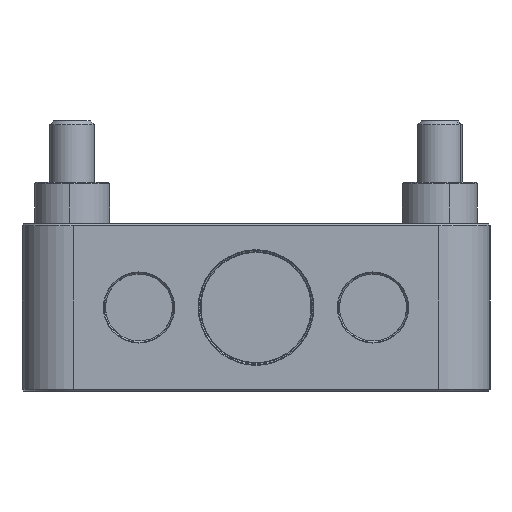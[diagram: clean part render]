
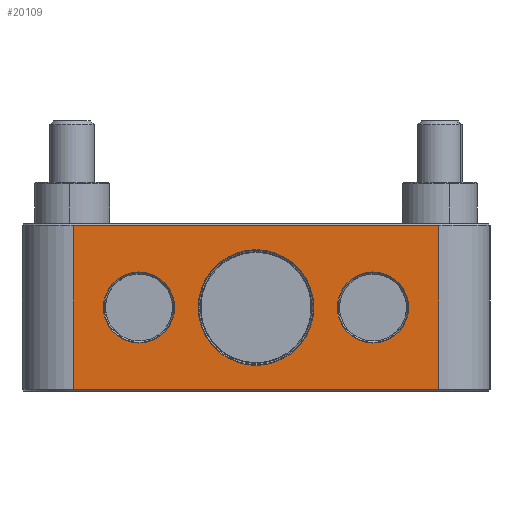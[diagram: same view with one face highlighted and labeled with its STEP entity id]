
A CAD part, front view. The second image highlights one B-rep face of the part: STEP entity #20109.
In plain terms, the highlighted planar face has unit normal (0, -1, 0).
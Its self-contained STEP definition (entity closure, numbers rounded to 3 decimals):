
#592 = ORIENTED_EDGE ( 'NONE', *, *, #1042, .T. ) ;
#1042 = EDGE_CURVE ( 'NONE', #16197, #17355, #8756, .T. ) ;
#1311 = FACE_BOUND ( 'NONE', #19258, .T. ) ;
#1344 = CARTESIAN_POINT ( 'NONE',  ( 0., -25., 0. ) ) ;
#1641 = CARTESIAN_POINT ( 'NONE',  ( -21., -25., -6.38 ) ) ;
#1800 = ORIENTED_EDGE ( 'NONE', *, *, #12288, .T. ) ;
#1808 = CARTESIAN_POINT ( 'NONE',  ( 0., -25., 0. ) ) ;
#1952 = CIRCLE ( 'NONE', #5132, 6.38 ) ;
#2061 = CARTESIAN_POINT ( 'NONE',  ( 32.8, -25., -14.7 ) ) ;
#2753 = CARTESIAN_POINT ( 'NONE',  ( -21., -25., 6.38 ) ) ;
#3080 = DIRECTION ( 'NONE',  ( 0., 0., -1. ) ) ;
#3371 = DIRECTION ( 'NONE',  ( 0., 1., 0. ) ) ;
#3411 = ORIENTED_EDGE ( 'NONE', *, *, #11296, .T. ) ;
#3698 = ORIENTED_EDGE ( 'NONE', *, *, #20657, .T. ) ;
#3975 = VECTOR ( 'NONE', #17258, 1000. ) ;
#4089 = VERTEX_POINT ( 'NONE', #1641 ) ;
#4896 = CARTESIAN_POINT ( 'NONE',  ( 0., -25., -10.38 ) ) ;
#5132 = AXIS2_PLACEMENT_3D ( 'NONE', #15864, #13849, #19637 ) ;
#5583 = PLANE ( 'NONE',  #15199 ) ;
#6226 = AXIS2_PLACEMENT_3D ( 'NONE', #10695, #12951, #11432 ) ;
#6500 = CARTESIAN_POINT ( 'NONE',  ( 21., -25., 6.38 ) ) ;
#6855 = EDGE_CURVE ( 'NONE', #8894, #4089, #24595, .T. ) ;
#7181 = DIRECTION ( 'NONE',  ( 0., 0., 1. ) ) ;
#7346 = DIRECTION ( 'NONE',  ( 0., 1., 0. ) ) ;
#7372 = EDGE_LOOP ( 'NONE', ( #592, #21114 ) ) ;
#7450 = FACE_BOUND ( 'NONE', #7372, .T. ) ;
#8012 = CIRCLE ( 'NONE', #11231, 6.38 ) ;
#8225 = EDGE_CURVE ( 'NONE', #22243, #19098, #16033, .T. ) ;
#8420 = EDGE_CURVE ( 'NONE', #19098, #23678, #15373, .T. ) ;
#8756 = CIRCLE ( 'NONE', #12383, 6.38 ) ;
#8813 = CARTESIAN_POINT ( 'NONE',  ( -21., -25., 0. ) ) ;
#8894 = VERTEX_POINT ( 'NONE', #2753 ) ;
#8929 = DIRECTION ( 'NONE',  ( 0., 1., 0. ) ) ;
#9397 = CIRCLE ( 'NONE', #12623, 10.38 ) ;
#9465 = DIRECTION ( 'NONE',  ( 0., 1., 0. ) ) ;
#10057 = CARTESIAN_POINT ( 'NONE',  ( 32.8, -25., 15. ) ) ;
#10254 = VECTOR ( 'NONE', #3080, 1000. ) ;
#10262 = VERTEX_POINT ( 'NONE', #11247 ) ;
#10695 = CARTESIAN_POINT ( 'NONE',  ( 0., -25., 0. ) ) ;
#10823 = ORIENTED_EDGE ( 'NONE', *, *, #8225, .T. ) ;
#11231 = AXIS2_PLACEMENT_3D ( 'NONE', #8813, #8929, #7181 ) ;
#11247 = CARTESIAN_POINT ( 'NONE',  ( 0., -25., 10.38 ) ) ;
#11296 = EDGE_CURVE ( 'NONE', #18792, #22243, #15952, .T. ) ;
#11432 = DIRECTION ( 'NONE',  ( 0., 0., 1. ) ) ;
#12263 = VERTEX_POINT ( 'NONE', #4896 ) ;
#12288 = EDGE_CURVE ( 'NONE', #10262, #12263, #13853, .T. ) ;
#12383 = AXIS2_PLACEMENT_3D ( 'NONE', #17825, #16677, #18318 ) ;
#12623 = AXIS2_PLACEMENT_3D ( 'NONE', #1344, #3371, #16934 ) ;
#12951 = DIRECTION ( 'NONE',  ( 0., 1., 0. ) ) ;
#13256 = FACE_BOUND ( 'NONE', #16648, .T. ) ;
#13849 = DIRECTION ( 'NONE',  ( 0., 1., 0. ) ) ;
#13853 = CIRCLE ( 'NONE', #6226, 10.38 ) ;
#13982 = EDGE_LOOP ( 'NONE', ( #10823, #17296, #3698, #3411 ) ) ;
#14272 = ORIENTED_EDGE ( 'NONE', *, *, #6855, .T. ) ;
#14590 = CARTESIAN_POINT ( 'NONE',  ( 21., -25., -6.38 ) ) ;
#15017 = EDGE_CURVE ( 'NONE', #4089, #8894, #8012, .T. ) ;
#15082 = ORIENTED_EDGE ( 'NONE', *, *, #21369, .T. ) ;
#15129 = FACE_OUTER_BOUND ( 'NONE', #13982, .T. ) ;
#15199 = AXIS2_PLACEMENT_3D ( 'NONE', #1808, #9465, #24802 ) ;
#15373 = LINE ( 'NONE', #2061, #19095 ) ;
#15864 = CARTESIAN_POINT ( 'NONE',  ( 21., -25., 0. ) ) ;
#15952 = LINE ( 'NONE', #23469, #21560 ) ;
#16033 = LINE ( 'NONE', #16267, #10254 ) ;
#16197 = VERTEX_POINT ( 'NONE', #14590 ) ;
#16267 = CARTESIAN_POINT ( 'NONE',  ( -32.8, -25., -15. ) ) ;
#16648 = EDGE_LOOP ( 'NONE', ( #22496, #14272 ) ) ;
#16677 = DIRECTION ( 'NONE',  ( 0., 1., 0. ) ) ;
#16845 = CARTESIAN_POINT ( 'NONE',  ( -32.8, -25., 14.7 ) ) ;
#16934 = DIRECTION ( 'NONE',  ( 0., 0., 1. ) ) ;
#17258 = DIRECTION ( 'NONE',  ( 0., 0., 1. ) ) ;
#17296 = ORIENTED_EDGE ( 'NONE', *, *, #8420, .T. ) ;
#17355 = VERTEX_POINT ( 'NONE', #6500 ) ;
#17393 = AXIS2_PLACEMENT_3D ( 'NONE', #19031, #7346, #21186 ) ;
#17825 = CARTESIAN_POINT ( 'NONE',  ( 21., -25., 0. ) ) ;
#18318 = DIRECTION ( 'NONE',  ( 0., 0., 1. ) ) ;
#18321 = CARTESIAN_POINT ( 'NONE',  ( 32.8, -25., 14.7 ) ) ;
#18792 = VERTEX_POINT ( 'NONE', #18321 ) ;
#18963 = CARTESIAN_POINT ( 'NONE',  ( 32.8, -25., -14.7 ) ) ;
#19031 = CARTESIAN_POINT ( 'NONE',  ( -21., -25., 0. ) ) ;
#19095 = VECTOR ( 'NONE', #21154, 1000. ) ;
#19098 = VERTEX_POINT ( 'NONE', #23817 ) ;
#19258 = EDGE_LOOP ( 'NONE', ( #15082, #1800 ) ) ;
#19358 = LINE ( 'NONE', #10057, #3975 ) ;
#19637 = DIRECTION ( 'NONE',  ( 0., 0., 1. ) ) ;
#20109 = ADVANCED_FACE ( 'NONE', ( #1311, #7450, #13256, #15129 ), #5583, .F. ) ;
#20127 = EDGE_CURVE ( 'NONE', #17355, #16197, #1952, .T. ) ;
#20657 = EDGE_CURVE ( 'NONE', #23678, #18792, #19358, .T. ) ;
#21114 = ORIENTED_EDGE ( 'NONE', *, *, #20127, .T. ) ;
#21154 = DIRECTION ( 'NONE',  ( 1., 0., 0. ) ) ;
#21186 = DIRECTION ( 'NONE',  ( 0., 0., 1. ) ) ;
#21243 = DIRECTION ( 'NONE',  ( -1., 0., 0. ) ) ;
#21369 = EDGE_CURVE ( 'NONE', #12263, #10262, #9397, .T. ) ;
#21560 = VECTOR ( 'NONE', #21243, 1000. ) ;
#22243 = VERTEX_POINT ( 'NONE', #16845 ) ;
#22496 = ORIENTED_EDGE ( 'NONE', *, *, #15017, .T. ) ;
#23469 = CARTESIAN_POINT ( 'NONE',  ( -32.8, -25., 14.7 ) ) ;
#23678 = VERTEX_POINT ( 'NONE', #18963 ) ;
#23817 = CARTESIAN_POINT ( 'NONE',  ( -32.8, -25., -14.7 ) ) ;
#24595 = CIRCLE ( 'NONE', #17393, 6.38 ) ;
#24802 = DIRECTION ( 'NONE',  ( 0., 0., 1. ) ) ;
